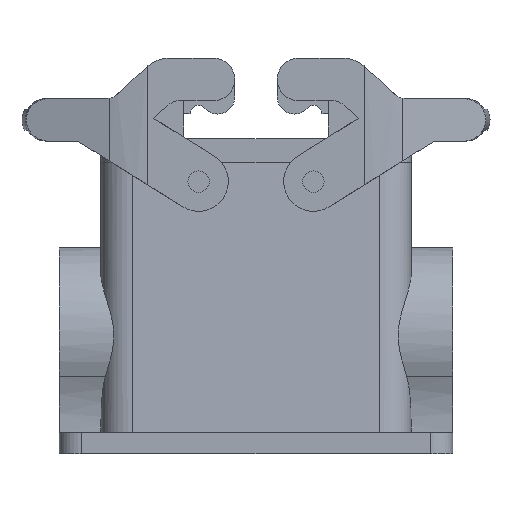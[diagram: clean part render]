
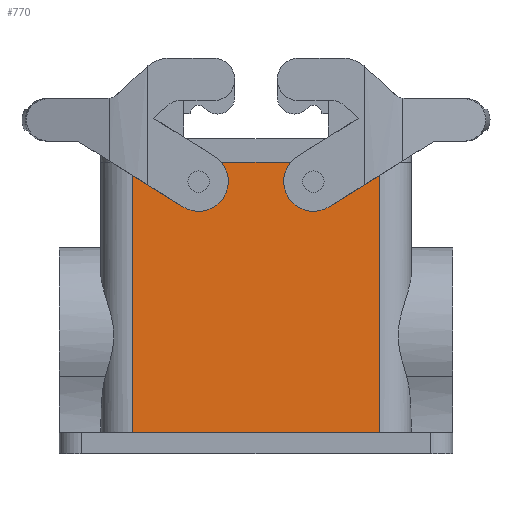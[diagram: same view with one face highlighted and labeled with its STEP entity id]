
A CAD part, left-side view. The second image highlights one B-rep face of the part: STEP entity #770.
In plain terms, the highlighted planar face has unit normal (-0.999, 0, 0.035).
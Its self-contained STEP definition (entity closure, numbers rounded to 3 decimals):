
#677=AXIS2_PLACEMENT_3D('Plane Axis2P3D',#674,#675,#676) ;
#405=CARTESIAN_POINT('Vertex',(4.783,26.,5.)) ;
#408=CARTESIAN_POINT('Line Origine',(4.783,55.,5.)) ;
#412=CARTESIAN_POINT('Vertex',(4.783,84.,5.)) ;
#674=CARTESIAN_POINT('Axis2P3D Location',(7.,55.,68.5)) ;
#679=CARTESIAN_POINT('Line Origine',(5.839,26.,35.25)) ;
#683=CARTESIAN_POINT('Vertex',(7.,26.,68.5)) ;
#686=CARTESIAN_POINT('Line Origine',(7.,55.,68.5)) ;
#690=CARTESIAN_POINT('Vertex',(7.,84.,68.5)) ;
#693=CARTESIAN_POINT('Line Origine',(5.839,84.,35.25)) ;
#705=CARTESIAN_POINT('Control Point',(6.809,66.745,63.041)) ;
#706=CARTESIAN_POINT('Control Point',(6.791,67.039,62.502)) ;
#707=CARTESIAN_POINT('Control Point',(6.776,67.541,62.076)) ;
#708=CARTESIAN_POINT('Control Point',(6.769,68.194,61.872)) ;
#709=CARTESIAN_POINT('Control Point',(6.773,69.534,62.005)) ;
#710=CARTESIAN_POINT('Control Point',(6.809,70.43,63.021)) ;
#711=CARTESIAN_POINT('Control Point',(6.833,70.645,63.709)) ;
#712=CARTESIAN_POINT('Control Point',(6.857,70.563,64.396)) ;
#713=CARTESIAN_POINT('Control Point',(6.876,70.255,64.959)) ;
#714=CARTESIAN_POINT('Vertex',(6.809,66.745,63.041)) ;
#716=CARTESIAN_POINT('Vertex',(6.876,70.255,64.959)) ;
#720=CARTESIAN_POINT('Control Point',(6.876,70.255,64.959)) ;
#721=CARTESIAN_POINT('Control Point',(6.894,69.986,65.451)) ;
#722=CARTESIAN_POINT('Control Point',(6.907,69.545,65.849)) ;
#723=CARTESIAN_POINT('Control Point',(6.915,68.973,66.071)) ;
#724=CARTESIAN_POINT('Control Point',(6.915,67.982,66.076)) ;
#725=CARTESIAN_POINT('Control Point',(6.897,67.169,65.564)) ;
#726=CARTESIAN_POINT('Control Point',(6.888,66.898,65.285)) ;
#727=CARTESIAN_POINT('Control Point',(6.866,66.535,64.67)) ;
#728=CARTESIAN_POINT('Control Point',(6.842,66.461,63.965)) ;
#729=CARTESIAN_POINT('Control Point',(6.83,66.493,63.636)) ;
#730=CARTESIAN_POINT('Control Point',(6.819,66.591,63.323)) ;
#731=CARTESIAN_POINT('Control Point',(6.809,66.745,63.041)) ;
#738=CARTESIAN_POINT('Control Point',(6.876,39.745,64.959)) ;
#739=CARTESIAN_POINT('Control Point',(6.894,40.014,65.451)) ;
#740=CARTESIAN_POINT('Control Point',(6.907,40.455,65.849)) ;
#741=CARTESIAN_POINT('Control Point',(6.915,41.027,66.071)) ;
#742=CARTESIAN_POINT('Control Point',(6.915,42.018,66.076)) ;
#743=CARTESIAN_POINT('Control Point',(6.897,42.831,65.564)) ;
#744=CARTESIAN_POINT('Control Point',(6.888,43.102,65.285)) ;
#745=CARTESIAN_POINT('Control Point',(6.866,43.465,64.67)) ;
#746=CARTESIAN_POINT('Control Point',(6.842,43.539,63.965)) ;
#747=CARTESIAN_POINT('Control Point',(6.83,43.507,63.636)) ;
#748=CARTESIAN_POINT('Control Point',(6.819,43.409,63.323)) ;
#749=CARTESIAN_POINT('Control Point',(6.809,43.255,63.041)) ;
#750=CARTESIAN_POINT('Vertex',(6.876,39.745,64.959)) ;
#752=CARTESIAN_POINT('Vertex',(6.809,43.255,63.041)) ;
#756=CARTESIAN_POINT('Control Point',(6.809,43.255,63.041)) ;
#757=CARTESIAN_POINT('Control Point',(6.791,42.961,62.502)) ;
#758=CARTESIAN_POINT('Control Point',(6.776,42.459,62.076)) ;
#759=CARTESIAN_POINT('Control Point',(6.769,41.806,61.872)) ;
#760=CARTESIAN_POINT('Control Point',(6.773,40.466,62.005)) ;
#761=CARTESIAN_POINT('Control Point',(6.809,39.57,63.021)) ;
#762=CARTESIAN_POINT('Control Point',(6.833,39.355,63.709)) ;
#763=CARTESIAN_POINT('Control Point',(6.857,39.437,64.396)) ;
#764=CARTESIAN_POINT('Control Point',(6.876,39.745,64.959)) ;
#409=DIRECTION('Vector Direction',(0.,1.,0.)) ;
#675=DIRECTION('Axis2P3D Direction',(-0.999,0.,0.035)) ;
#676=DIRECTION('Axis2P3D XDirection',(0.,1.,0.)) ;
#680=DIRECTION('Vector Direction',(-0.035,0.,-0.999)) ;
#687=DIRECTION('Vector Direction',(0.,1.,0.)) ;
#694=DIRECTION('Vector Direction',(-0.035,0.,-0.999)) ;
#410=VECTOR('Line Direction',#409,1.) ;
#681=VECTOR('Line Direction',#680,1.) ;
#688=VECTOR('Line Direction',#687,1.) ;
#695=VECTOR('Line Direction',#694,1.) ;
#699=ORIENTED_EDGE('',*,*,#685,.F.) ;
#700=ORIENTED_EDGE('',*,*,#692,.T.) ;
#701=ORIENTED_EDGE('',*,*,#697,.F.) ;
#702=ORIENTED_EDGE('',*,*,#414,.F.) ;
#734=ORIENTED_EDGE('',*,*,#718,.T.) ;
#735=ORIENTED_EDGE('',*,*,#732,.T.) ;
#767=ORIENTED_EDGE('',*,*,#754,.F.) ;
#768=ORIENTED_EDGE('',*,*,#765,.F.) ;
#736=FACE_BOUND('',#733,.T.) ;
#769=FACE_BOUND('',#766,.T.) ;
#770=ADVANCED_FACE('Hauptk\X2\00F6\X0\rper',(#703,#736,#769),#678,.T.) ;
#704=B_SPLINE_CURVE_WITH_KNOTS('',5,(#705,#706,#707,#708,#709,#710,#711,#712,#713),.UNSPECIFIED.,.F.,.U.,(6,3,6),(8.888,13.236,17.777),.UNSPECIFIED.) ;
#719=B_SPLINE_CURVE_WITH_KNOTS('',5,(#720,#721,#722,#723,#724,#725,#726,#727,#728,#729,#730,#731),.UNSPECIFIED.,.F.,.U.,(6,3,3,6),(0.,3.968,6.615,8.888),.UNSPECIFIED.) ;
#737=B_SPLINE_CURVE_WITH_KNOTS('',5,(#738,#739,#740,#741,#742,#743,#744,#745,#746,#747,#748,#749),.UNSPECIFIED.,.F.,.U.,(6,3,3,6),(0.,3.968,6.615,8.888),.UNSPECIFIED.) ;
#755=B_SPLINE_CURVE_WITH_KNOTS('',5,(#756,#757,#758,#759,#760,#761,#762,#763,#764),.UNSPECIFIED.,.F.,.U.,(6,3,6),(8.888,13.236,17.777),.UNSPECIFIED.) ;
#414=EDGE_CURVE('',#406,#413,#411,.T.) ;
#685=EDGE_CURVE('',#684,#406,#682,.T.) ;
#692=EDGE_CURVE('',#684,#691,#689,.T.) ;
#697=EDGE_CURVE('',#413,#691,#696,.F.) ;
#718=EDGE_CURVE('',#715,#717,#704,.T.) ;
#732=EDGE_CURVE('',#717,#715,#719,.T.) ;
#754=EDGE_CURVE('',#751,#753,#737,.T.) ;
#765=EDGE_CURVE('',#753,#751,#755,.T.) ;
#698=EDGE_LOOP('',(#699,#700,#701,#702)) ;
#733=EDGE_LOOP('',(#734,#735)) ;
#766=EDGE_LOOP('',(#767,#768)) ;
#703=FACE_OUTER_BOUND('',#698,.T.) ;
#411=LINE('Line',#408,#410) ;
#682=LINE('Line',#679,#681) ;
#689=LINE('Line',#686,#688) ;
#696=LINE('Line',#693,#695) ;
#678=PLANE('',#677) ;
#406=VERTEX_POINT('',#405) ;
#413=VERTEX_POINT('',#412) ;
#684=VERTEX_POINT('',#683) ;
#691=VERTEX_POINT('',#690) ;
#715=VERTEX_POINT('',#714) ;
#717=VERTEX_POINT('',#716) ;
#751=VERTEX_POINT('',#750) ;
#753=VERTEX_POINT('',#752) ;
